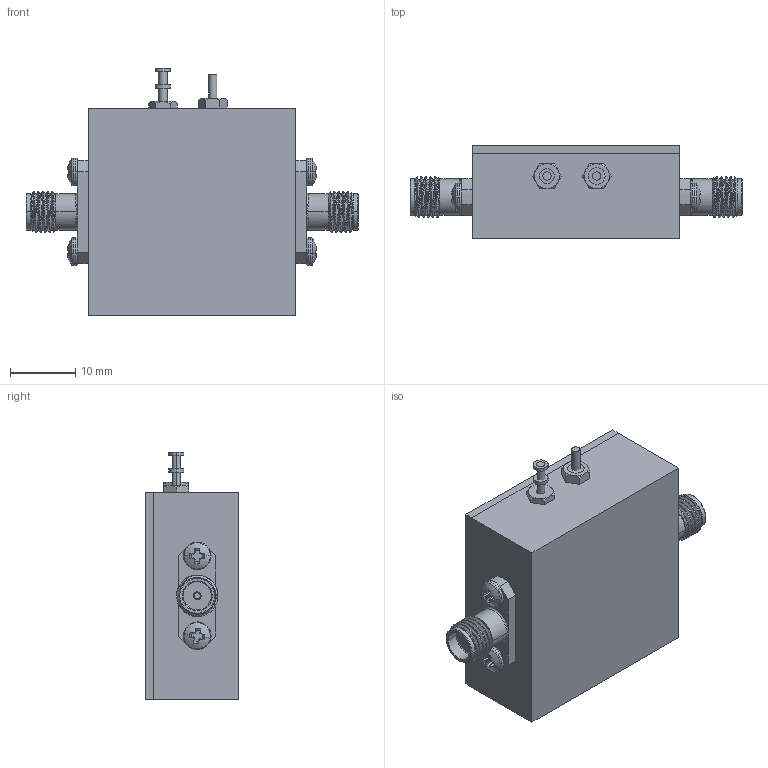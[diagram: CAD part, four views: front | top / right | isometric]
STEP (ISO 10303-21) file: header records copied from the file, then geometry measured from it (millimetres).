
FILE_DESCRIPTION (( 'STEP AP203' ), '1' );
FILE_NAME ('PE1V31026_3D.STEP', '2021-06-08T08:05:16', ( '' ), ( '' ), 'SwSTEP 2.0', 'SolidWorks 2020', '' );
FILE_SCHEMA (( 'CONFIG_CONTROL_DESIGN' ));
Length unit declared in the file: inch
Products named in the file (5): PE1V31015_PE1V31015; 91772A504_PASSIVATED 18-8 SS PAN HEAD PHILLIPS SCREW_91772A504; PE1V31026_3D; SMA FEMALE; 91771A164_18-8 SS FLAT HEAD PHILLIPS MACHINE SCREW_91771A164
Assembly tree (11 placements, depth 2):
  PE1V31026_3D
    PE1V31015_PE1V31015
    SMA FEMALE  x2
    91772A504_PASSIVATED 18-8 SS PAN HEAD PHILLIPS SCREW_91772A504  x4
    91771A164_18-8 SS FLAT HEAD PHILLIPS MACHINE SCREW_91771A164  x4
Bounding box: 50.8 x 14.3 x 37.87 mm (x, y, z)
Volume: 15172.6 mm3; surface area: 5729 mm2
Topology: 21 solids, 21 shells, 1205 faces, 3221 edges, 2124 vertices
Faces by surface type: plane 609, cylinder 336, cone 142, bspline 86, torus 24, sphere 8
Entity records: 29192 total; most frequent: CARTESIAN_POINT 10659, ORIENTED_EDGE 3916, DIRECTION 3322, EDGE_CURVE 1958, LINE 1348, VECTOR 1348, VERTEX_POINT 1286, AXIS2_PLACEMENT_3D 987
